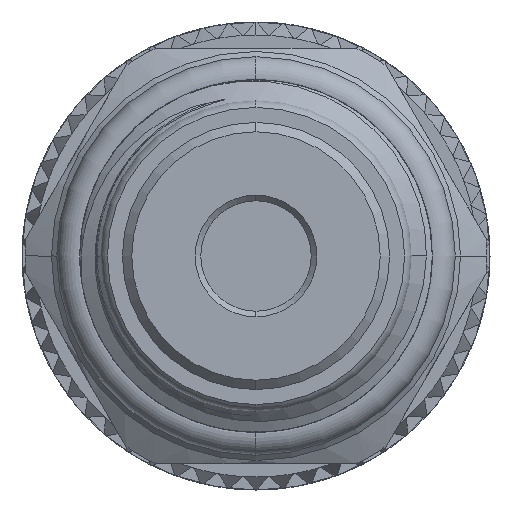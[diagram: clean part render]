
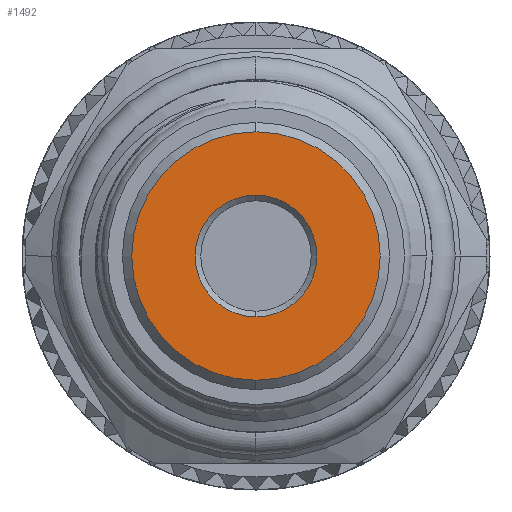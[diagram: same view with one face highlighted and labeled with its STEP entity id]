
A CAD part, left-side view. The second image highlights one B-rep face of the part: STEP entity #1492.
In plain terms, the highlighted planar face has unit normal (-1, 0, 0).
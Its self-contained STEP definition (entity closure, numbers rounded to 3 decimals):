
#441 = PLANE ( 'NONE',  #21218 ) ;
#936 = CARTESIAN_POINT ( 'NONE',  ( -6.863, 0., 0. ) ) ;
#1359 = CARTESIAN_POINT ( 'NONE',  ( -6.863, 0., 0. ) ) ;
#1492 = ADVANCED_FACE ( 'NONE', ( #26760, #19356 ), #441, .F. ) ;
#3632 = DIRECTION ( 'NONE',  ( 0., 0., -1. ) ) ;
#4063 = ORIENTED_EDGE ( 'NONE', *, *, #38054, .T. ) ;
#4522 = CARTESIAN_POINT ( 'NONE',  ( -6.863, 0., -3.25 ) ) ;
#6803 = VERTEX_POINT ( 'NONE', #11901 ) ;
#10508 = DIRECTION ( 'NONE',  ( 1., 0., 0. ) ) ;
#10574 = CIRCLE ( 'NONE', #34277, 6.635 ) ;
#10752 = DIRECTION ( 'NONE',  ( 0., 0., -1. ) ) ;
#10789 = AXIS2_PLACEMENT_3D ( 'NONE', #13464, #10508, #10752 ) ;
#11901 = CARTESIAN_POINT ( 'NONE',  ( -6.863, 0., -6.635 ) ) ;
#12201 = EDGE_LOOP ( 'NONE', ( #16017, #4063 ) ) ;
#13044 = CARTESIAN_POINT ( 'NONE',  ( -6.863, 0., 0. ) ) ;
#13443 = DIRECTION ( 'NONE',  ( 0., 0., -1. ) ) ;
#13464 = CARTESIAN_POINT ( 'NONE',  ( -6.863, 0., 0. ) ) ;
#14364 = EDGE_LOOP ( 'NONE', ( #20473, #15990 ) ) ;
#14995 = CIRCLE ( 'NONE', #35004, 3.25 ) ;
#15392 = DIRECTION ( 'NONE',  ( 1., 0., 0. ) ) ;
#15990 = ORIENTED_EDGE ( 'NONE', *, *, #28293, .T. ) ;
#16017 = ORIENTED_EDGE ( 'NONE', *, *, #29931, .T. ) ;
#17560 = VERTEX_POINT ( 'NONE', #4522 ) ;
#18614 = DIRECTION ( 'NONE',  ( -1., 0., 0. ) ) ;
#19356 = FACE_OUTER_BOUND ( 'NONE', #12201, .T. ) ;
#20473 = ORIENTED_EDGE ( 'NONE', *, *, #32273, .T. ) ;
#21218 = AXIS2_PLACEMENT_3D ( 'NONE', #936, #15392, #3632 ) ;
#26457 = CIRCLE ( 'NONE', #29179, 6.635 ) ;
#26760 = FACE_BOUND ( 'NONE', #14364, .T. ) ;
#27239 = VERTEX_POINT ( 'NONE', #37825 ) ;
#27508 = DIRECTION ( 'NONE',  ( 0., 0., -1. ) ) ;
#28197 = DIRECTION ( 'NONE',  ( -1., 0., 0. ) ) ;
#28293 = EDGE_CURVE ( 'NONE', #17560, #35921, #14995, .T. ) ;
#28404 = CIRCLE ( 'NONE', #10789, 3.25 ) ;
#29179 = AXIS2_PLACEMENT_3D ( 'NONE', #34472, #28197, #13443 ) ;
#29931 = EDGE_CURVE ( 'NONE', #6803, #27239, #26457, .T. ) ;
#32273 = EDGE_CURVE ( 'NONE', #35921, #17560, #28404, .T. ) ;
#33567 = DIRECTION ( 'NONE',  ( 0., 0., -1. ) ) ;
#33682 = DIRECTION ( 'NONE',  ( 1., 0., 0. ) ) ;
#34277 = AXIS2_PLACEMENT_3D ( 'NONE', #1359, #18614, #27508 ) ;
#34472 = CARTESIAN_POINT ( 'NONE',  ( -6.863, 0., 0. ) ) ;
#34809 = CARTESIAN_POINT ( 'NONE',  ( -6.863, 0., 3.25 ) ) ;
#35004 = AXIS2_PLACEMENT_3D ( 'NONE', #13044, #33682, #33567 ) ;
#35921 = VERTEX_POINT ( 'NONE', #34809 ) ;
#37825 = CARTESIAN_POINT ( 'NONE',  ( -6.863, 0., 6.635 ) ) ;
#38054 = EDGE_CURVE ( 'NONE', #27239, #6803, #10574, .T. ) ;
